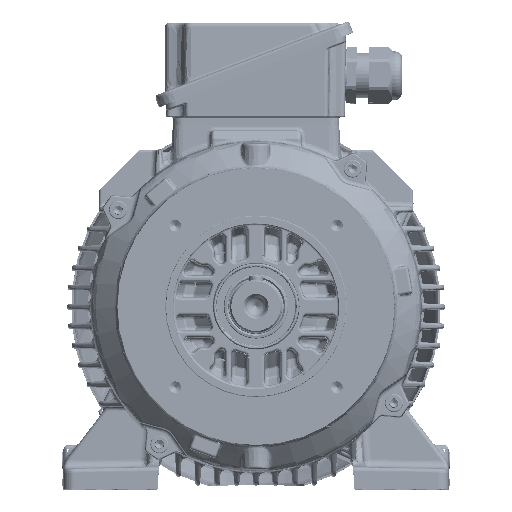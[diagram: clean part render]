
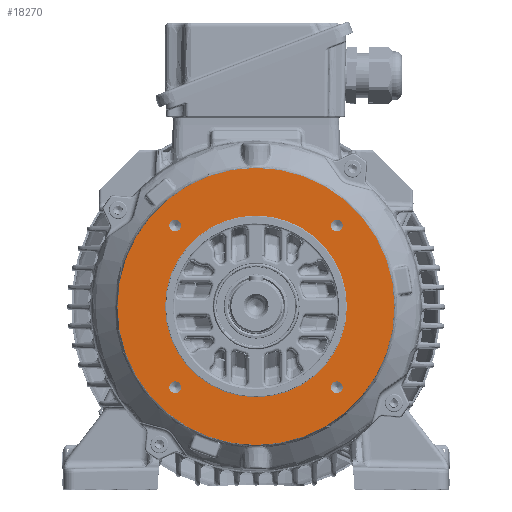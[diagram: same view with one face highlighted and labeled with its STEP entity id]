
A CAD part, top view. The second image highlights one B-rep face of the part: STEP entity #18270.
In plain terms, the highlighted planar face has unit normal (0, 0, 1).
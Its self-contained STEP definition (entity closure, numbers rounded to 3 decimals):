
#5139=FACE_BOUND('',#32619,.T.);
#5140=FACE_BOUND('',#32620,.T.);
#5141=FACE_BOUND('',#32621,.T.);
#5142=FACE_BOUND('',#32622,.T.);
#5143=FACE_BOUND('',#32623,.T.);
#5144=FACE_BOUND('',#32624,.T.);
#7088=PLANE('',#117447);
#18270=ADVANCED_FACE('',(#5139,#5140,#5141,#5142,#5143,#5144),#7088,.F.);
#32619=EDGE_LOOP('',(#69354));
#32620=EDGE_LOOP('',(#69355));
#32621=EDGE_LOOP('',(#69356));
#32622=EDGE_LOOP('',(#69357));
#32623=EDGE_LOOP('',(#69358));
#32624=EDGE_LOOP('',(#69359));
#69354=ORIENTED_EDGE('',*,*,#99522,.T.);
#69355=ORIENTED_EDGE('',*,*,#99524,.T.);
#69356=ORIENTED_EDGE('',*,*,#99526,.T.);
#69357=ORIENTED_EDGE('',*,*,#99528,.T.);
#69358=ORIENTED_EDGE('',*,*,#99529,.T.);
#69359=ORIENTED_EDGE('',*,*,#99532,.F.);
#83050=VERTEX_POINT('',#259606);
#83053=VERTEX_POINT('',#259613);
#83056=VERTEX_POINT('',#259620);
#83059=VERTEX_POINT('',#259627);
#83061=VERTEX_POINT('',#259632);
#83064=VERTEX_POINT('',#259639);
#99522=EDGE_CURVE('',#83050,#83050,#107142,.T.);
#99524=EDGE_CURVE('',#83053,#83053,#107144,.T.);
#99526=EDGE_CURVE('',#83056,#83056,#107146,.T.);
#99528=EDGE_CURVE('',#83059,#83059,#107148,.T.);
#99529=EDGE_CURVE('',#83061,#83061,#107149,.T.);
#99532=EDGE_CURVE('',#83064,#83064,#107152,.T.);
#107142=CIRCLE('',#117378,4.25);
#107144=CIRCLE('',#117382,4.25);
#107146=CIRCLE('',#117386,4.25);
#107148=CIRCLE('',#117390,4.25);
#107149=CIRCLE('',#117393,65.6);
#107152=CIRCLE('',#117397,100.);
#117378=AXIS2_PLACEMENT_3D('',#259605,#141742,#141743);
#117382=AXIS2_PLACEMENT_3D('',#259612,#141750,#141751);
#117386=AXIS2_PLACEMENT_3D('',#259619,#141758,#141759);
#117390=AXIS2_PLACEMENT_3D('',#259626,#141766,#141767);
#117393=AXIS2_PLACEMENT_3D('',#259631,#141772,#141773);
#117397=AXIS2_PLACEMENT_3D('',#259638,#141780,#141781);
#117447=AXIS2_PLACEMENT_3D('',#260229,#141920,#141921);
#141742=DIRECTION('',(0.,0.,-1.));
#141743=DIRECTION('',(-1.,0.,0.));
#141750=DIRECTION('',(0.,0.,-1.));
#141751=DIRECTION('',(-1.,0.,0.));
#141758=DIRECTION('',(0.,0.,-1.));
#141759=DIRECTION('',(-1.,0.,0.));
#141766=DIRECTION('',(0.,0.,-1.));
#141767=DIRECTION('',(-1.,0.,0.));
#141772=DIRECTION('',(0.,0.,-1.));
#141773=DIRECTION('',(-1.,0.,0.));
#141780=DIRECTION('',(0.,0.,-1.));
#141781=DIRECTION('',(-1.,0.,0.));
#141920=DIRECTION('',(0.,0.,-1.));
#141921=DIRECTION('',(-1.,0.,0.));
#259605=CARTESIAN_POINT('',(58.336,-58.336,0.));
#259606=CARTESIAN_POINT('',(54.086,-58.336,0.));
#259612=CARTESIAN_POINT('',(-58.336,-58.336,0.));
#259613=CARTESIAN_POINT('',(-62.586,-58.336,0.));
#259619=CARTESIAN_POINT('',(-58.336,58.336,0.));
#259620=CARTESIAN_POINT('',(-62.586,58.336,0.));
#259626=CARTESIAN_POINT('',(58.336,58.336,0.));
#259627=CARTESIAN_POINT('',(54.086,58.336,0.));
#259631=CARTESIAN_POINT('',(0.,0.,0.));
#259632=CARTESIAN_POINT('',(-65.6,0.,0.));
#259638=CARTESIAN_POINT('',(0.,0.,0.));
#259639=CARTESIAN_POINT('',(-100.,0.,0.));
#260229=CARTESIAN_POINT('',(0.,65.,0.));
